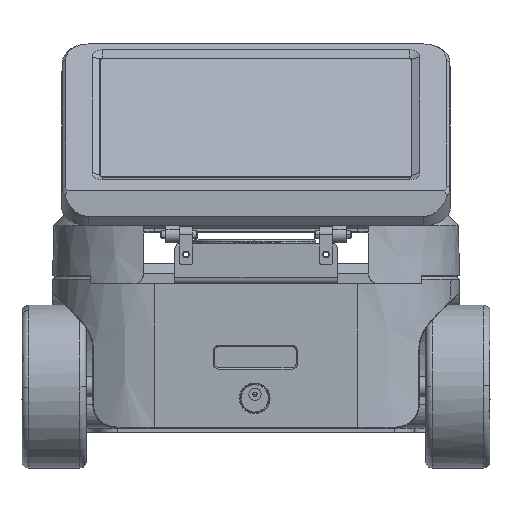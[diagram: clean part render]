
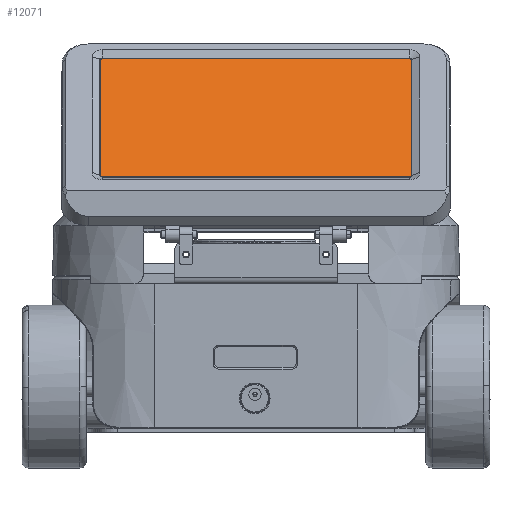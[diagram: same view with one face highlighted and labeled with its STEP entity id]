
A CAD part, front view. The second image highlights one B-rep face of the part: STEP entity #12071.
In plain terms, the highlighted face is planar.
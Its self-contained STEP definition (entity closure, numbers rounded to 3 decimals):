
#10840=DIRECTION('',(0.,-1.,0.));
#10841=VECTOR('',#10840,85.5);
#10842=CARTESIAN_POINT('',(-78.5,46.5,9.6));
#10843=LINE('',#10842,#10841);
#10854=DIRECTION('',(-1.,0.,0.));
#10855=VECTOR('',#10854,153.5);
#10856=CARTESIAN_POINT('',(75.,46.5,9.6));
#10857=LINE('',#10856,#10855);
#10868=DIRECTION('',(0.,1.,0.));
#10869=VECTOR('',#10868,85.5);
#10870=CARTESIAN_POINT('',(75.,-39.,9.6));
#10871=LINE('',#10870,#10869);
#10882=DIRECTION('',(1.,0.,0.));
#10883=VECTOR('',#10882,153.5);
#10884=CARTESIAN_POINT('',(-78.5,-39.,9.6));
#10885=LINE('',#10884,#10883);
#11098=CARTESIAN_POINT('',(-78.5,46.5,9.6));
#11099=VERTEX_POINT('',#11098);
#11100=CARTESIAN_POINT('',(-78.5,-39.,9.6));
#11101=VERTEX_POINT('',#11100);
#11102=CARTESIAN_POINT('',(75.,46.5,9.6));
#11103=VERTEX_POINT('',#11102);
#11104=CARTESIAN_POINT('',(75.,-39.,9.6));
#11105=VERTEX_POINT('',#11104);
#12060=CARTESIAN_POINT('',(0.,0.,9.6));
#12061=DIRECTION('',(0.,0.,1.));
#12062=DIRECTION('',(1.,0.,0.));
#12063=AXIS2_PLACEMENT_3D('',#12060,#12061,#12062);
#12064=PLANE('',#12063);
#12065=ORIENTED_EDGE('',*,*,#11984,.F.);
#12066=ORIENTED_EDGE('',*,*,#12006,.F.);
#12067=ORIENTED_EDGE('',*,*,#12027,.F.);
#12068=ORIENTED_EDGE('',*,*,#12047,.F.);
#12069=EDGE_LOOP('',(#12065,#12066,#12067,#12068));
#12070=FACE_OUTER_BOUND('',#12069,.F.);
#12071=ADVANCED_FACE('',(#12070),#12064,.T.);
#11984=EDGE_CURVE('',#11099,#11101,#10843,.T.);
#12006=EDGE_CURVE('',#11103,#11099,#10857,.T.);
#12027=EDGE_CURVE('',#11105,#11103,#10871,.T.);
#12047=EDGE_CURVE('',#11101,#11105,#10885,.T.);
